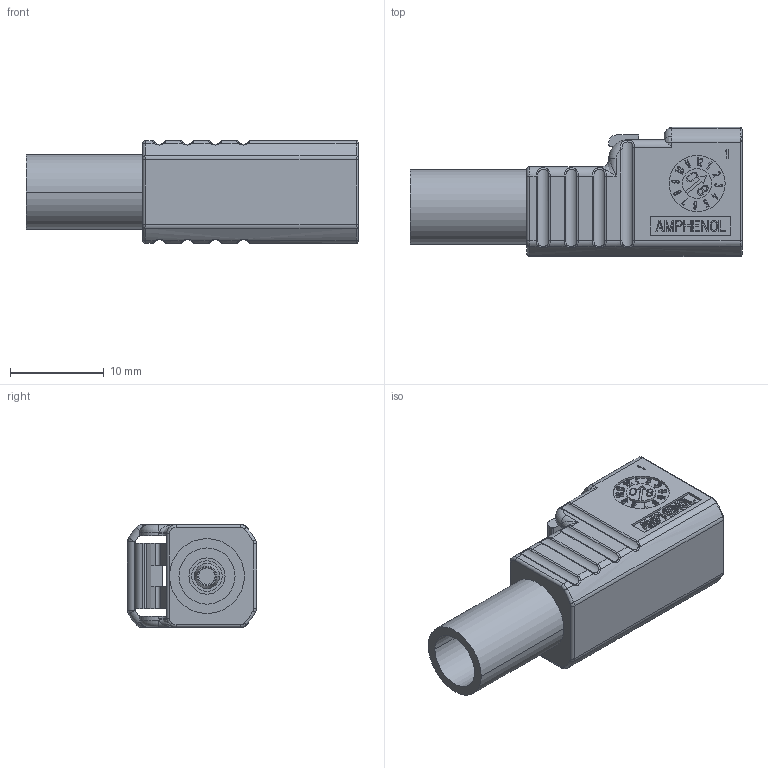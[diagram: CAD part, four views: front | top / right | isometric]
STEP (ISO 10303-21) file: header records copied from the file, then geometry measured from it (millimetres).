
FILE_DESCRIPTION((''),'2;1');
FILE_NAME('3FA1-NXSJ-C01E0_SW0001','2018-11-08T',('Viji'),(''),'CREO PARAMETRIC BY PTC INC, 2017020','CREO PARAMETRIC BY PTC INC, 2017020','');
FILE_SCHEMA(('CONFIG_CONTROL_DESIGN'));
Length unit declared in the file: inch
Products named in the file (1): 3FA1-NXSJ-C01E0_SW0001
Bounding box: 35.49 x 13.8 x 11.01 mm (x, y, z)
Volume: 2591.9 mm3; surface area: 2844 mm2
Topology: 1 solids, 1 shells, 1196 faces, 3399 edges, 2223 vertices
Faces by surface type: plane 897, cylinder 137, bspline 74, torus 72, cone 16
Entity records: 42483 total; most frequent: CARTESIAN_POINT 11461, ORIENTED_EDGE 6798, DIRECTION 5970, EDGE_CURVE 3399, VECTOR 2692, LINE 2692, VERTEX_POINT 2223, AXIS2_PLACEMENT_3D 1639
